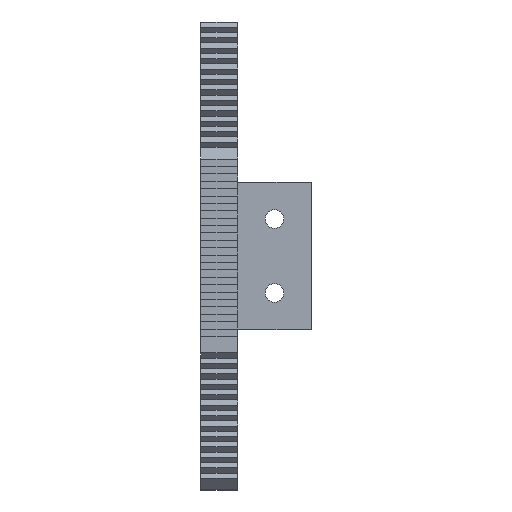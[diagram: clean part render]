
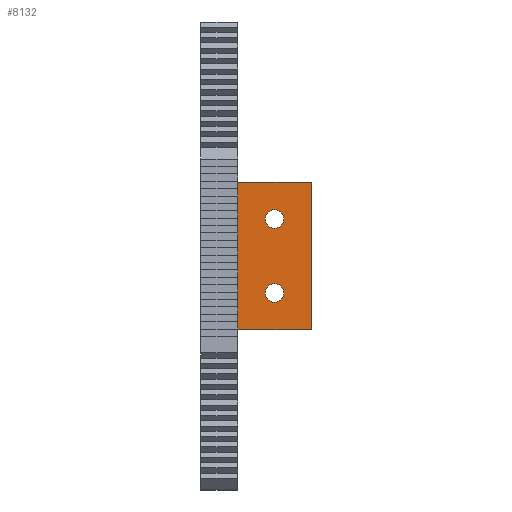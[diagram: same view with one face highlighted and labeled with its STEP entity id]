
A CAD part, left-side view. The second image highlights one B-rep face of the part: STEP entity #8132.
In plain terms, the highlighted planar face has unit normal (-1, 0, 0).
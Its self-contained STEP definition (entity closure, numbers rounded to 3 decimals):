
#25=FACE_BOUND('',#465,.T.);
#26=FACE_BOUND('',#466,.T.);
#33=CIRCLE('',#8561,1.25);
#34=CIRCLE('',#8563,1.25);
#50=FACE_OUTER_BOUND('',#464,.T.);
#464=EDGE_LOOP('',(#5349,#5350,#5351,#5352));
#465=EDGE_LOOP('',(#5353));
#466=EDGE_LOOP('',(#5354));
#875=LINE('',#11041,#2079);
#887=LINE('',#11072,#2091);
#889=LINE('',#11076,#2093);
#890=LINE('',#11078,#2094);
#2079=VECTOR('',#8996,10.);
#2091=VECTOR('',#9032,10.);
#2093=VECTOR('',#9036,10.);
#2094=VECTOR('',#9039,10.);
#3285=VERTEX_POINT('',#11038);
#3286=VERTEX_POINT('',#11040);
#3289=VERTEX_POINT('',#11052);
#3290=VERTEX_POINT('',#11056);
#3293=VERTEX_POINT('',#11070);
#3294=VERTEX_POINT('',#11074);
#4095=EDGE_CURVE('',#3286,#3285,#875,.T.);
#4101=EDGE_CURVE('',#3289,#3289,#33,.T.);
#4103=EDGE_CURVE('',#3290,#3290,#34,.T.);
#4111=EDGE_CURVE('',#3285,#3293,#887,.T.);
#4113=EDGE_CURVE('',#3293,#3294,#889,.T.);
#4114=EDGE_CURVE('',#3286,#3294,#890,.T.);
#5349=ORIENTED_EDGE('',*,*,#4113,.T.);
#5350=ORIENTED_EDGE('',*,*,#4114,.F.);
#5351=ORIENTED_EDGE('',*,*,#4095,.T.);
#5352=ORIENTED_EDGE('',*,*,#4111,.T.);
#5353=ORIENTED_EDGE('',*,*,#4103,.T.);
#5354=ORIENTED_EDGE('',*,*,#4101,.T.);
#7724=PLANE('',#8571);
#8132=ADVANCED_FACE('',(#50,#25,#26),#7724,.T.);
#8561=AXIS2_PLACEMENT_3D('',#11053,#9008,#9009);
#8563=AXIS2_PLACEMENT_3D('',#11057,#9013,#9014);
#8571=AXIS2_PLACEMENT_3D('',#11077,#9037,#9038);
#8996=DIRECTION('',(0.,-1.,0.));
#9008=DIRECTION('center_axis',(1.,0.,0.));
#9009=DIRECTION('ref_axis',(0.,0.,1.));
#9013=DIRECTION('center_axis',(1.,0.,0.));
#9014=DIRECTION('ref_axis',(0.,0.,1.));
#9032=DIRECTION('',(0.,0.,1.));
#9036=DIRECTION('',(0.,1.,0.));
#9037=DIRECTION('center_axis',(-1.,0.,0.));
#9038=DIRECTION('ref_axis',(0.,0.,1.));
#9039=DIRECTION('',(0.,0.,1.));
#11038=CARTESIAN_POINT('',(-21.,-10.,22.592));
#11040=CARTESIAN_POINT('',(-21.,0.,22.592));
#11041=CARTESIAN_POINT('',(-21.,0.,22.592));
#11052=CARTESIAN_POINT('',(-21.,-5.,26.342));
#11053=CARTESIAN_POINT('Origin',(-21.,-5.,27.592));
#11056=CARTESIAN_POINT('',(-21.,-5.,36.342));
#11057=CARTESIAN_POINT('Origin',(-21.,-5.,37.592));
#11070=CARTESIAN_POINT('',(-21.,-10.,42.592));
#11072=CARTESIAN_POINT('',(-21.,-10.,22.592));
#11074=CARTESIAN_POINT('',(-21.,0.,42.592));
#11076=CARTESIAN_POINT('',(-21.,-10.,42.592));
#11077=CARTESIAN_POINT('Origin',(-21.,-5.,32.592));
#11078=CARTESIAN_POINT('',(-21.,0.,32.592));
